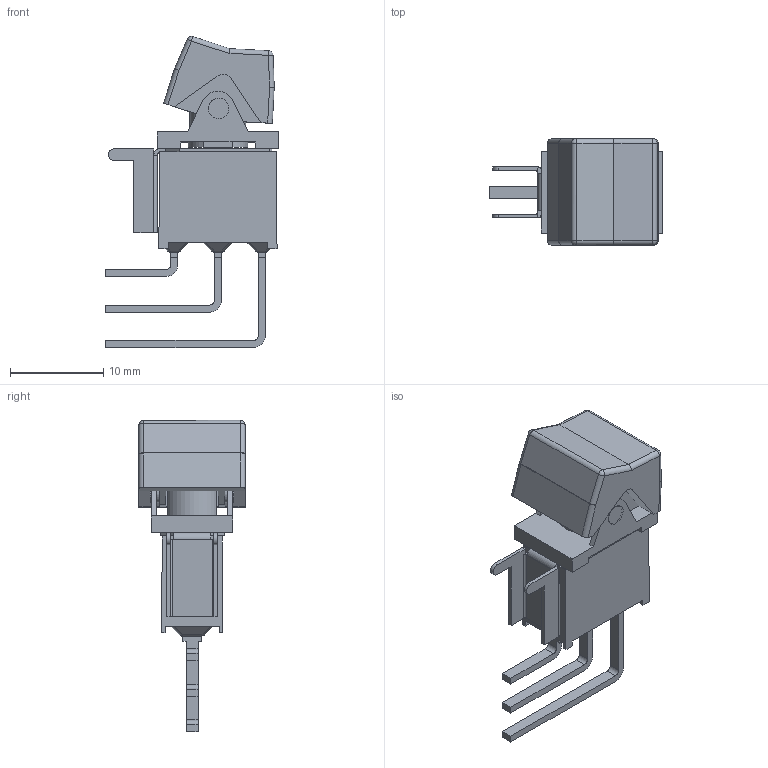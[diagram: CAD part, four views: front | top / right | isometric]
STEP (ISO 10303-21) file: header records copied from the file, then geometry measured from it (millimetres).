
FILE_DESCRIPTION((''),'2;1');
FILE_NAME('300AWSPxJ5xxxM7xE.stp','2017-08-02T13:59:25',('mroman'),(''),'Autodesk Inventor 2012','Autodesk Inventor 2012','');
FILE_SCHEMA(('CONFIG_CONTROL_DESIGN'));
Length unit declared in the file: inch
Products named in the file (1): 300AWSPxJ5xxxM7xE
Bounding box: 18.57 x 11.43 x 33.42 mm (x, y, z)
Volume: 1171.7 mm3; surface area: 2550.2 mm2
Topology: 7 solids, 8 shells, 245 faces, 614 edges, 383 vertices
Faces by surface type: plane 151, cylinder 74, sphere 20
Full cylindrical faces by diameter (mm): 2 x2, 2.2 x2
Entity records: 7426 total; most frequent: DIRECTION 1232, CARTESIAN_POINT 1216, ORIENTED_EDGE 1188, EDGE_CURVE 594, VECTOR 448, LINE 448, AXIS2_PLACEMENT_3D 392, VERTEX_POINT 376
